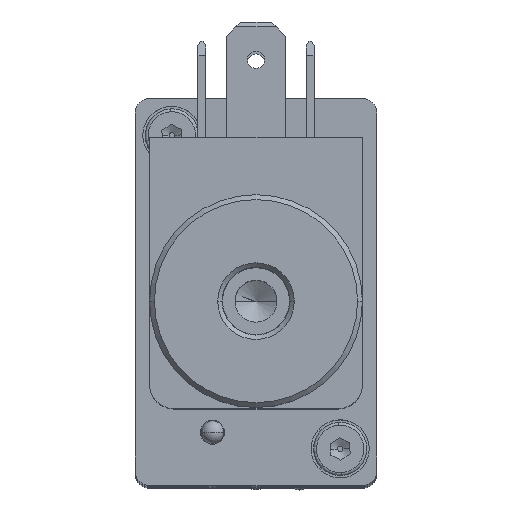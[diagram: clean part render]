
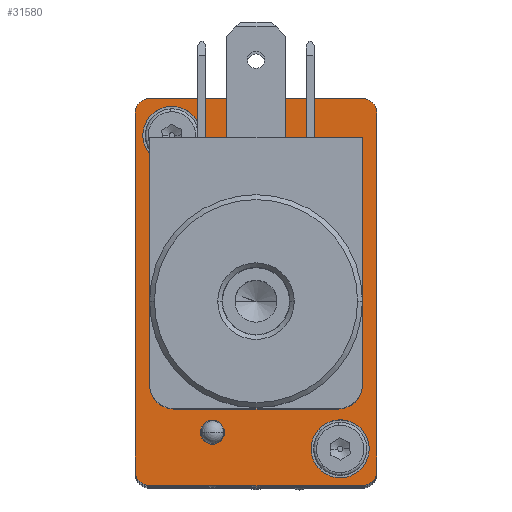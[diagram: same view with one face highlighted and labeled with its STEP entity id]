
A CAD part, top view. The second image highlights one B-rep face of the part: STEP entity #31580.
In plain terms, the highlighted face is planar.
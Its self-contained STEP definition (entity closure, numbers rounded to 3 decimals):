
#23448=CARTESIAN_POINT('',(7.2,43.25,15.2));
#23449=VERTEX_POINT('',#23448);
#23465=CARTESIAN_POINT('',(7.2,43.25,9.2));
#23466=VERTEX_POINT('',#23465);
#23473=CARTESIAN_POINT('',(7.2,43.25,12.2));
#23474=DIRECTION('',(0.0,-1.0,0.0));
#23475=DIRECTION('',(0.0,0.0,1.0));
#23476=AXIS2_PLACEMENT_3D('',#23473,#23474,#23475);
#23477=CIRCLE('',#23476,3.0);
#23478=EDGE_CURVE('',#23449,#23466,#23477,.T.);
#23490=CARTESIAN_POINT('',(-10.2,43.25,-17.2));
#23491=VERTEX_POINT('',#23490);
#23507=CARTESIAN_POINT('',(-10.2,43.25,-23.2));
#23508=VERTEX_POINT('',#23507);
#23515=CARTESIAN_POINT('',(-10.2,43.25,-20.2));
#23516=DIRECTION('',(0.0,-1.0,0.0));
#23517=DIRECTION('',(0.0,0.0,1.0));
#23518=AXIS2_PLACEMENT_3D('',#23515,#23516,#23517);
#23519=CIRCLE('',#23518,3.0);
#23520=EDGE_CURVE('',#23491,#23508,#23519,.T.);
#23532=CARTESIAN_POINT('',(-13.561,43.25,15.561));
#23533=VERTEX_POINT('',#23532);
#23549=CARTESIAN_POINT('',(-12.5,43.25,16.));
#23550=VERTEX_POINT('',#23549);
#23557=CARTESIAN_POINT('',(-12.5,43.25,14.5));
#23558=DIRECTION('',(0.0,-1.,0.0));
#23559=DIRECTION('',(-0.707,0.0,0.707));
#23560=AXIS2_PLACEMENT_3D('',#23557,#23558,#23559);
#23561=CIRCLE('',#23560,1.5);
#23562=EDGE_CURVE('',#23550,#23533,#23561,.T.);
#23574=CARTESIAN_POINT('',(-13.561,43.25,-23.561));
#23575=VERTEX_POINT('',#23574);
#23591=CARTESIAN_POINT('',(-14.0,43.25,-22.5));
#23592=VERTEX_POINT('',#23591);
#23599=CARTESIAN_POINT('',(-12.5,43.25,-22.5));
#23600=DIRECTION('',(0.0,-1.,0.0));
#23601=DIRECTION('',(-0.707,0.0,-0.707));
#23602=AXIS2_PLACEMENT_3D('',#23599,#23600,#23601);
#23603=CIRCLE('',#23602,1.5);
#23604=EDGE_CURVE('',#23592,#23575,#23603,.T.);
#23616=CARTESIAN_POINT('',(10.561,43.25,-23.561));
#23617=VERTEX_POINT('',#23616);
#23633=CARTESIAN_POINT('',(9.5,43.25,-24.0));
#23634=VERTEX_POINT('',#23633);
#23641=CARTESIAN_POINT('',(9.5,43.25,-22.5));
#23642=DIRECTION('',(0.0,-1.,0.0));
#23643=DIRECTION('',(0.707,0.0,-0.707));
#23644=AXIS2_PLACEMENT_3D('',#23641,#23642,#23643);
#23645=CIRCLE('',#23644,1.5);
#23646=EDGE_CURVE('',#23634,#23617,#23645,.T.);
#23658=CARTESIAN_POINT('',(10.561,43.25,15.561));
#23659=VERTEX_POINT('',#23658);
#23675=CARTESIAN_POINT('',(11.0,43.25,14.5));
#23676=VERTEX_POINT('',#23675);
#23683=CARTESIAN_POINT('',(9.5,43.25,14.5));
#23684=DIRECTION('',(0.0,-1.,0.0));
#23685=DIRECTION('',(0.707,0.0,0.707));
#23686=AXIS2_PLACEMENT_3D('',#23683,#23684,#23685);
#23687=CIRCLE('',#23686,1.5);
#23688=EDGE_CURVE('',#23676,#23659,#23687,.T.);
#24386=CARTESIAN_POINT('',(-1.5,43.25,15.5));
#24387=VERTEX_POINT('',#24386);
#24403=CARTESIAN_POINT('',(-1.5,43.25,10.5));
#24404=VERTEX_POINT('',#24403);
#24411=CARTESIAN_POINT('',(-1.5,43.25,13.));
#24412=DIRECTION('',(0.0,-1.0,0.0));
#24413=DIRECTION('',(0.0,0.0,1.0));
#24414=AXIS2_PLACEMENT_3D('',#24411,#24412,#24413);
#24415=CIRCLE('',#24414,2.5);
#24416=EDGE_CURVE('',#24387,#24404,#24415,.T.);
#24469=CARTESIAN_POINT('',(7.5,43.25,-5.));
#24470=VERTEX_POINT('',#24469);
#24486=CARTESIAN_POINT('',(-10.5,43.25,-5.));
#24487=VERTEX_POINT('',#24486);
#24494=CARTESIAN_POINT('',(-1.5,43.25,-5.));
#24495=DIRECTION('',(0.0,-1.0,0.0));
#24496=DIRECTION('',(1.0,0.0,0.0));
#24497=AXIS2_PLACEMENT_3D('',#24494,#24495,#24496);
#24498=CIRCLE('',#24497,9.0);
#24499=EDGE_CURVE('',#24470,#24487,#24498,.T.);
#25568=CARTESIAN_POINT('',(3.0,43.25,-17.25));
#25569=VERTEX_POINT('',#25568);
#25585=CARTESIAN_POINT('',(3.0,43.25,-19.75));
#25586=VERTEX_POINT('',#25585);
#25593=CARTESIAN_POINT('',(3.0,43.25,-18.5));
#25594=DIRECTION('',(0.0,-1.0,0.0));
#25595=DIRECTION('',(0.0,0.0,1.0));
#25596=AXIS2_PLACEMENT_3D('',#25593,#25594,#25595);
#25597=CIRCLE('',#25596,1.25);
#25598=EDGE_CURVE('',#25569,#25586,#25597,.T.);
#29085=CARTESIAN_POINT('',(9.5,43.25,16.));
#29086=VERTEX_POINT('',#29085);
#29095=CARTESIAN_POINT('',(9.5,43.25,16.));
#29096=DIRECTION('',(-1.0,0.0,0.0));
#29097=VECTOR('',#29096,22.0);
#29098=LINE('',#29095,#29097);
#29099=EDGE_CURVE('',#29086,#23550,#29098,.T.);
#29170=CARTESIAN_POINT('',(3.0,43.25,-18.5));
#29171=DIRECTION('',(0.0,-1.0,0.0));
#29172=DIRECTION('',(0.0,0.0,1.0));
#29173=AXIS2_PLACEMENT_3D('',#29170,#29171,#29172);
#29174=CIRCLE('',#29173,1.25);
#29175=EDGE_CURVE('',#25586,#25569,#29174,.T.);
#30603=CARTESIAN_POINT('',(-1.5,43.25,-5.));
#30604=DIRECTION('',(0.0,-1.0,0.0));
#30605=DIRECTION('',(1.0,0.0,0.0));
#30606=AXIS2_PLACEMENT_3D('',#30603,#30604,#30605);
#30607=CIRCLE('',#30606,9.0);
#30608=EDGE_CURVE('',#24487,#24470,#30607,.T.);
#30664=CARTESIAN_POINT('',(-1.5,43.25,13.));
#30665=DIRECTION('',(0.0,-1.0,0.0));
#30666=DIRECTION('',(0.0,0.0,1.0));
#30667=AXIS2_PLACEMENT_3D('',#30664,#30665,#30666);
#30668=CIRCLE('',#30667,2.5);
#30669=EDGE_CURVE('',#24404,#24387,#30668,.T.);
#31472=CARTESIAN_POINT('',(9.5,43.25,14.5));
#31473=DIRECTION('',(0.0,-1.,0.0));
#31474=DIRECTION('',(0.707,0.0,0.707));
#31475=AXIS2_PLACEMENT_3D('',#31472,#31473,#31474);
#31476=CIRCLE('',#31475,1.5);
#31477=EDGE_CURVE('',#23659,#29086,#31476,.T.);
#31490=CARTESIAN_POINT('',(0.,43.25,0.));
#31491=DIRECTION('',(0.0,1.0,0.0));
#31492=DIRECTION('',(0.0,0.0,1.0));
#31493=AXIS2_PLACEMENT_3D('',#31490,#31491,#31492);
#31494=PLANE('',#31493);
#31495=ORIENTED_EDGE('',*,*,#23688,.F.);
#31496=CARTESIAN_POINT('',(11.0,43.25,-22.5));
#31497=VERTEX_POINT('',#31496);
#31498=CARTESIAN_POINT('',(11.0,43.25,-22.5));
#31499=DIRECTION('',(0.0,0.0,1.0));
#31500=VECTOR('',#31499,37.0);
#31501=LINE('',#31498,#31500);
#31502=EDGE_CURVE('',#31497,#23676,#31501,.T.);
#31503=ORIENTED_EDGE('',*,*,#31502,.F.);
#31504=CARTESIAN_POINT('',(9.5,43.25,-22.5));
#31505=DIRECTION('',(0.0,-1.,0.0));
#31506=DIRECTION('',(0.707,0.0,-0.707));
#31507=AXIS2_PLACEMENT_3D('',#31504,#31505,#31506);
#31508=CIRCLE('',#31507,1.5);
#31509=EDGE_CURVE('',#23617,#31497,#31508,.T.);
#31510=ORIENTED_EDGE('',*,*,#31509,.F.);
#31511=ORIENTED_EDGE('',*,*,#23646,.F.);
#31512=CARTESIAN_POINT('',(-12.5,43.25,-24.0));
#31513=VERTEX_POINT('',#31512);
#31514=CARTESIAN_POINT('',(-12.5,43.25,-24.0));
#31515=DIRECTION('',(1.0,0.0,0.0));
#31516=VECTOR('',#31515,22.0);
#31517=LINE('',#31514,#31516);
#31518=EDGE_CURVE('',#31513,#23634,#31517,.T.);
#31519=ORIENTED_EDGE('',*,*,#31518,.F.);
#31520=CARTESIAN_POINT('',(-12.5,43.25,-22.5));
#31521=DIRECTION('',(0.0,-1.,0.0));
#31522=DIRECTION('',(-0.707,0.0,-0.707));
#31523=AXIS2_PLACEMENT_3D('',#31520,#31521,#31522);
#31524=CIRCLE('',#31523,1.5);
#31525=EDGE_CURVE('',#23575,#31513,#31524,.T.);
#31526=ORIENTED_EDGE('',*,*,#31525,.F.);
#31527=ORIENTED_EDGE('',*,*,#23604,.F.);
#31528=CARTESIAN_POINT('',(-14.0,43.25,14.5));
#31529=VERTEX_POINT('',#31528);
#31530=CARTESIAN_POINT('',(-14.0,43.25,14.5));
#31531=DIRECTION('',(0.0,0.0,-1.0));
#31532=VECTOR('',#31531,37.0);
#31533=LINE('',#31530,#31532);
#31534=EDGE_CURVE('',#31529,#23592,#31533,.T.);
#31535=ORIENTED_EDGE('',*,*,#31534,.F.);
#31536=CARTESIAN_POINT('',(-12.5,43.25,14.5));
#31537=DIRECTION('',(0.0,-1.,0.0));
#31538=DIRECTION('',(-0.707,0.0,0.707));
#31539=AXIS2_PLACEMENT_3D('',#31536,#31537,#31538);
#31540=CIRCLE('',#31539,1.5);
#31541=EDGE_CURVE('',#23533,#31529,#31540,.T.);
#31542=ORIENTED_EDGE('',*,*,#31541,.F.);
#31543=ORIENTED_EDGE('',*,*,#23562,.F.);
#31544=ORIENTED_EDGE('',*,*,#29099,.F.);
#31545=ORIENTED_EDGE('',*,*,#31477,.F.);
#31546=EDGE_LOOP('',(#31495,#31503,#31510,#31511,#31519,#31526,#31527,#31535,#31542,#31543,#31544,#31545));
#31547=FACE_OUTER_BOUND('',#31546,.T.);
#31548=ORIENTED_EDGE('',*,*,#25598,.T.);
#31549=ORIENTED_EDGE('',*,*,#29175,.T.);
#31550=EDGE_LOOP('',(#31548,#31549));
#31551=FACE_BOUND('',#31550,.T.);
#31552=ORIENTED_EDGE('',*,*,#24499,.T.);
#31553=ORIENTED_EDGE('',*,*,#30608,.T.);
#31554=EDGE_LOOP('',(#31552,#31553));
#31555=FACE_BOUND('',#31554,.T.);
#31556=ORIENTED_EDGE('',*,*,#24416,.T.);
#31557=ORIENTED_EDGE('',*,*,#30669,.T.);
#31558=EDGE_LOOP('',(#31556,#31557));
#31559=FACE_BOUND('',#31558,.T.);
#31560=ORIENTED_EDGE('',*,*,#23520,.T.);
#31561=CARTESIAN_POINT('',(-10.2,43.25,-20.2));
#31562=DIRECTION('',(0.0,-1.0,0.0));
#31563=DIRECTION('',(0.0,0.0,1.0));
#31564=AXIS2_PLACEMENT_3D('',#31561,#31562,#31563);
#31565=CIRCLE('',#31564,3.0);
#31566=EDGE_CURVE('',#23508,#23491,#31565,.T.);
#31567=ORIENTED_EDGE('',*,*,#31566,.T.);
#31568=EDGE_LOOP('',(#31560,#31567));
#31569=FACE_BOUND('',#31568,.T.);
#31570=ORIENTED_EDGE('',*,*,#23478,.T.);
#31571=CARTESIAN_POINT('',(7.2,43.25,12.2));
#31572=DIRECTION('',(0.0,-1.0,0.0));
#31573=DIRECTION('',(0.0,0.0,1.0));
#31574=AXIS2_PLACEMENT_3D('',#31571,#31572,#31573);
#31575=CIRCLE('',#31574,3.0);
#31576=EDGE_CURVE('',#23466,#23449,#31575,.T.);
#31577=ORIENTED_EDGE('',*,*,#31576,.T.);
#31578=EDGE_LOOP('',(#31570,#31577));
#31579=FACE_BOUND('',#31578,.T.);
#31580=ADVANCED_FACE('',(#31547,#31551,#31555,#31559,#31569,#31579),#31494,.T.);
